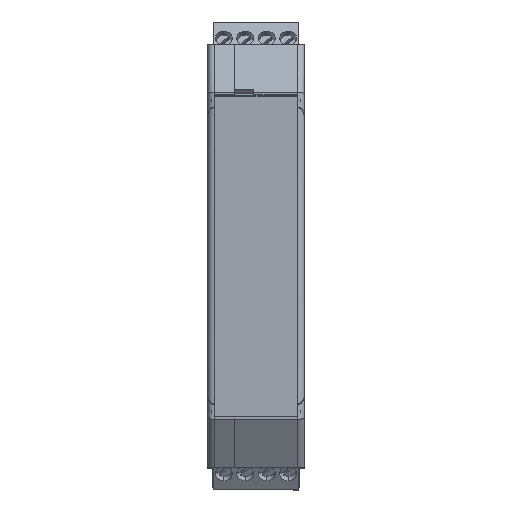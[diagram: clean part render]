
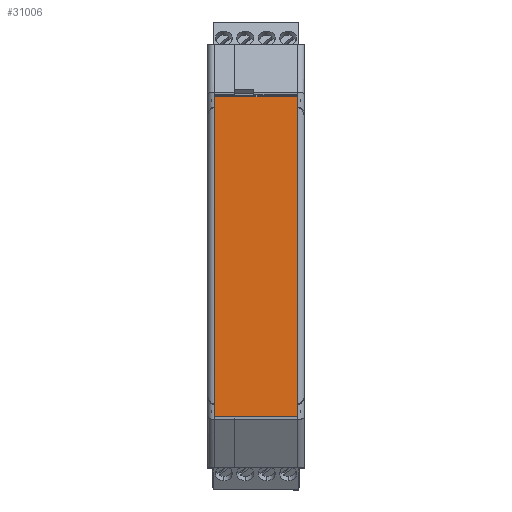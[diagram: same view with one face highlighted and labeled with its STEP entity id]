
A CAD part, top view. The second image highlights one B-rep face of the part: STEP entity #31006.
In plain terms, the highlighted face is planar.
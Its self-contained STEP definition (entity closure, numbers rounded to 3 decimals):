
#29402=DIRECTION('',(1.,0.,0.));
#29403=VECTOR('',#29402,2.6);
#29404=CARTESIAN_POINT('',(-37.2,114.5,7.15));
#29405=LINE('',#29404,#29403);
#29409=DIRECTION('',(-1.,0.,0.));
#29410=VECTOR('',#29409,2.6);
#29411=CARTESIAN_POINT('',(-34.6,114.5,-12.15));
#29412=LINE('',#29411,#29410);
#29416=DIRECTION('',(-1.,0.,0.));
#29417=VECTOR('',#29416,2.9);
#29418=CARTESIAN_POINT('',(37.5,114.5,-12.15));
#29419=LINE('',#29418,#29417);
#29423=DIRECTION('',(0.,0.,1.));
#29424=VECTOR('',#29423,19.3);
#29425=CARTESIAN_POINT('',(37.5,114.5,-12.15));
#29426=LINE('',#29425,#29424);
#29553=DIRECTION('',(0.,0.,1.));
#29554=VECTOR('',#29553,0.15);
#29555=CARTESIAN_POINT('',(34.6,114.5,-12.3));
#29556=LINE('',#29555,#29554);
#29684=DIRECTION('',(1.,0.,0.));
#29685=VECTOR('',#29684,69.2);
#29686=CARTESIAN_POINT('',(-34.6,114.5,-12.3));
#29687=LINE('',#29686,#29685);
#29703=DIRECTION('',(0.,0.,-1.));
#29704=VECTOR('',#29703,0.15);
#29705=CARTESIAN_POINT('',(-34.6,114.5,-12.15));
#29706=LINE('',#29705,#29704);
#29896=DIRECTION('',(-1.,0.,0.));
#29897=VECTOR('',#29896,2.9);
#29898=CARTESIAN_POINT('',(37.5,114.5,7.15));
#29899=LINE('',#29898,#29897);
#29983=DIRECTION('',(0.,0.,1.));
#29984=VECTOR('',#29983,0.15);
#29985=CARTESIAN_POINT('',(34.6,114.5,7.15));
#29986=LINE('',#29985,#29984);
#30151=DIRECTION('',(0.,0.,-1.));
#30152=VECTOR('',#30151,0.15);
#30153=CARTESIAN_POINT('',(-34.6,114.5,7.3));
#30154=LINE('',#30153,#30152);
#30225=DIRECTION('',(0.,0.,-1.));
#30226=VECTOR('',#30225,19.3);
#30227=CARTESIAN_POINT('',(-37.2,114.5,7.15));
#30228=LINE('',#30227,#30226);
#30327=DIRECTION('',(-1.,0.,0.));
#30328=VECTOR('',#30327,69.2);
#30329=CARTESIAN_POINT('',(34.6,114.5,7.3));
#30330=LINE('',#30329,#30328);
#30591=CARTESIAN_POINT('',(34.6,114.5,7.15));
#30592=VERTEX_POINT('',#30591);
#30593=CARTESIAN_POINT('',(34.6,114.5,7.3));
#30594=VERTEX_POINT('',#30593);
#30626=CARTESIAN_POINT('',(-37.2,114.5,7.15));
#30628=VERTEX_POINT('',#30626);
#30640=CARTESIAN_POINT('',(-34.6,114.5,7.15));
#30641=VERTEX_POINT('',#30640);
#30654=CARTESIAN_POINT('',(-37.2,114.5,-12.15));
#30655=VERTEX_POINT('',#30654);
#30658=CARTESIAN_POINT('',(-34.6,114.5,7.3));
#30659=VERTEX_POINT('',#30658);
#30669=CARTESIAN_POINT('',(37.5,114.5,-12.15));
#30670=CARTESIAN_POINT('',(37.5,114.5,7.15));
#30671=VERTEX_POINT('',#30669);
#30672=VERTEX_POINT('',#30670);
#30673=CARTESIAN_POINT('',(34.6,114.5,-12.15));
#30674=VERTEX_POINT('',#30673);
#30675=CARTESIAN_POINT('',(34.6,114.5,-12.3));
#30676=VERTEX_POINT('',#30675);
#30677=CARTESIAN_POINT('',(-34.6,114.5,-12.3));
#30678=VERTEX_POINT('',#30677);
#30679=CARTESIAN_POINT('',(-34.6,114.5,-12.15));
#30680=VERTEX_POINT('',#30679);
#30976=CARTESIAN_POINT('',(-37.2,114.5,-10.772));
#30977=DIRECTION('',(0.,1.,0.));
#30978=DIRECTION('',(1.,0.,0.));
#30979=AXIS2_PLACEMENT_3D('',#30976,#30977,#30978);
#30980=PLANE('',#30979);
#30982=ORIENTED_EDGE('',*,*,#30981,.T.);
#30984=ORIENTED_EDGE('',*,*,#30983,.T.);
#30986=ORIENTED_EDGE('',*,*,#30985,.T.);
#30988=ORIENTED_EDGE('',*,*,#30987,.T.);
#30990=ORIENTED_EDGE('',*,*,#30989,.T.);
#30992=ORIENTED_EDGE('',*,*,#30991,.F.);
#30994=ORIENTED_EDGE('',*,*,#30993,.T.);
#30995=ORIENTED_EDGE('',*,*,#30953,.F.);
#30997=ORIENTED_EDGE('',*,*,#30996,.T.);
#30999=ORIENTED_EDGE('',*,*,#30998,.T.);
#31001=ORIENTED_EDGE('',*,*,#31000,.T.);
#31003=ORIENTED_EDGE('',*,*,#31002,.F.);
#31004=EDGE_LOOP('',(#30982,#30984,#30986,#30988,#30990,#30992,#30994,#30995,
#30997,#30999,#31001,#31003));
#31005=FACE_OUTER_BOUND('',#31004,.F.);
#31006=ADVANCED_FACE('',(#31005),#30980,.T.);
#30953=EDGE_CURVE('',#30680,#30655,#29412,.T.);
#30981=EDGE_CURVE('',#30671,#30672,#29426,.T.);
#30983=EDGE_CURVE('',#30672,#30592,#29899,.T.);
#30985=EDGE_CURVE('',#30592,#30594,#29986,.T.);
#30987=EDGE_CURVE('',#30594,#30659,#30330,.T.);
#30989=EDGE_CURVE('',#30659,#30641,#30154,.T.);
#30991=EDGE_CURVE('',#30628,#30641,#29405,.T.);
#30993=EDGE_CURVE('',#30628,#30655,#30228,.T.);
#30996=EDGE_CURVE('',#30680,#30678,#29706,.T.);
#30998=EDGE_CURVE('',#30678,#30676,#29687,.T.);
#31000=EDGE_CURVE('',#30676,#30674,#29556,.T.);
#31002=EDGE_CURVE('',#30671,#30674,#29419,.T.);
